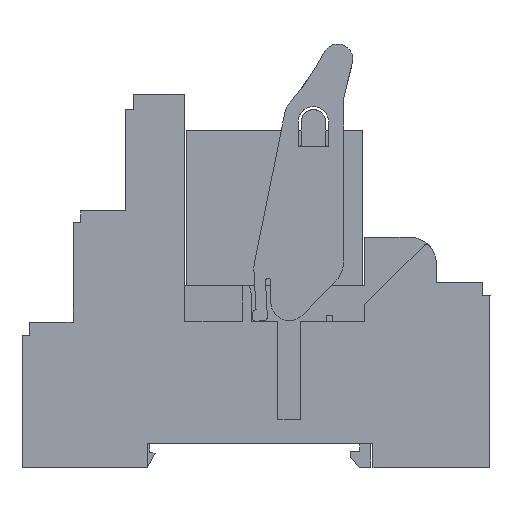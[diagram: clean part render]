
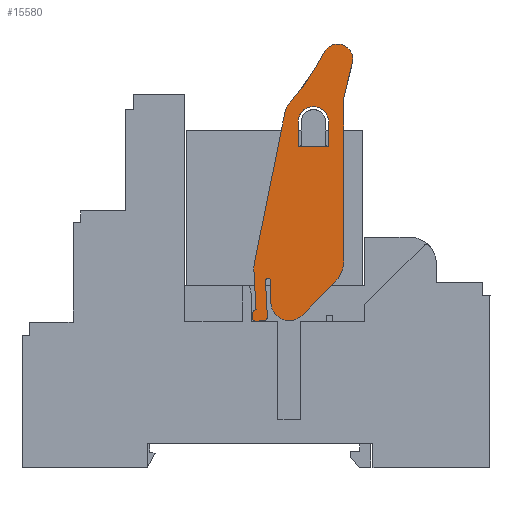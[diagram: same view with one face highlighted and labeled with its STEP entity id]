
A CAD part, left-side view. The second image highlights one B-rep face of the part: STEP entity #15580.
In plain terms, the highlighted planar face has unit normal (-1, 0, 0).
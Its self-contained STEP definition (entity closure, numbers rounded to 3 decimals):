
#15007=AXIS2_PLACEMENT_3D('Circle Axis2P3D',#15005,#15006,$) ;
#15032=AXIS2_PLACEMENT_3D('Circle Axis2P3D',#15030,#15031,$) ;
#15050=AXIS2_PLACEMENT_3D('Circle Axis2P3D',#15048,#15049,$) ;
#15162=AXIS2_PLACEMENT_3D('Circle Axis2P3D',#15160,#15161,$) ;
#15194=AXIS2_PLACEMENT_3D('Circle Axis2P3D',#15192,#15193,$) ;
#15239=AXIS2_PLACEMENT_3D('Circle Axis2P3D',#15237,#15238,$) ;
#15277=AXIS2_PLACEMENT_3D('Circle Axis2P3D',#15275,#15276,$) ;
#15302=AXIS2_PLACEMENT_3D('Circle Axis2P3D',#15300,#15301,$) ;
#15354=AXIS2_PLACEMENT_3D('Circle Axis2P3D',#15352,#15353,$) ;
#15399=AXIS2_PLACEMENT_3D('Circle Axis2P3D',#15397,#15398,$) ;
#15439=AXIS2_PLACEMENT_3D('Circle Axis2P3D',#15437,#15438,$) ;
#15497=AXIS2_PLACEMENT_3D('Circle Axis2P3D',#15495,#15496,$) ;
#15517=AXIS2_PLACEMENT_3D('Circle Axis2P3D',#15515,#15516,$) ;
#15549=AXIS2_PLACEMENT_3D('Plane Axis2P3D',#15546,#15547,#15548) ;
#14964=CARTESIAN_POINT('Vertex',(0.15,24.05,60.896)) ;
#14971=CARTESIAN_POINT('Vertex',(0.15,22.636,66.655)) ;
#14974=CARTESIAN_POINT('Line Origine',(0.15,23.343,63.775)) ;
#15002=CARTESIAN_POINT('Vertex',(0.15,22.564,67.251)) ;
#15005=CARTESIAN_POINT('Axis2P3D Location',(0.15,25.064,67.251)) ;
#15027=CARTESIAN_POINT('Vertex',(0.15,27.29,68.389)) ;
#15030=CARTESIAN_POINT('Axis2P3D Location',(0.15,25.064,67.251)) ;
#15048=CARTESIAN_POINT('Axis2P3D Location',(0.15,62.902,86.604)) ;
#15052=CARTESIAN_POINT('Vertex',(0.15,32.813,60.247)) ;
#15079=CARTESIAN_POINT('Line Origine',(0.15,31.55,55.012)) ;
#15083=CARTESIAN_POINT('Vertex',(0.15,31.55,57.073)) ;
#15085=CARTESIAN_POINT('Vertex',(0.15,31.55,52.951)) ;
#15111=CARTESIAN_POINT('Line Origine',(0.15,29.05,52.951)) ;
#15115=CARTESIAN_POINT('Vertex',(0.15,26.55,52.951)) ;
#15135=CARTESIAN_POINT('Line Origine',(0.15,26.55,55.012)) ;
#15139=CARTESIAN_POINT('Vertex',(0.15,26.55,57.073)) ;
#15160=CARTESIAN_POINT('Axis2P3D Location',(0.15,29.05,56.951)) ;
#15182=CARTESIAN_POINT('Vertex',(0.15,25.514,30.544)) ;
#15189=CARTESIAN_POINT('Vertex',(0.15,24.05,34.079)) ;
#15192=CARTESIAN_POINT('Axis2P3D Location',(0.15,29.05,34.079)) ;
#15209=CARTESIAN_POINT('Vertex',(0.15,30.929,25.129)) ;
#15212=CARTESIAN_POINT('Line Origine',(0.15,28.222,27.836)) ;
#15234=CARTESIAN_POINT('Vertex',(0.15,36.05,27.251)) ;
#15237=CARTESIAN_POINT('Axis2P3D Location',(0.15,33.05,27.251)) ;
#15254=CARTESIAN_POINT('Vertex',(0.15,36.05,30.751)) ;
#15257=CARTESIAN_POINT('Line Origine',(0.15,36.05,29.001)) ;
#15275=CARTESIAN_POINT('Axis2P3D Location',(0.15,36.55,30.751)) ;
#15279=CARTESIAN_POINT('Vertex',(0.15,36.068,30.885)) ;
#15300=CARTESIAN_POINT('Axis2P3D Location',(0.15,36.497,30.765)) ;
#15304=CARTESIAN_POINT('Vertex',(0.15,36.942,30.742)) ;
#15324=CARTESIAN_POINT('Vertex',(0.15,36.631,24.85)) ;
#15327=CARTESIAN_POINT('Line Origine',(0.15,36.787,27.796)) ;
#15349=CARTESIAN_POINT('Vertex',(0.15,37.199,24.219)) ;
#15352=CARTESIAN_POINT('Axis2P3D Location',(0.15,37.23,24.818)) ;
#15369=CARTESIAN_POINT('Vertex',(0.15,38.497,24.151)) ;
#15372=CARTESIAN_POINT('Line Origine',(0.15,37.848,24.185)) ;
#15394=CARTESIAN_POINT('Vertex',(0.15,39.128,24.718)) ;
#15397=CARTESIAN_POINT('Axis2P3D Location',(0.15,38.528,24.75)) ;
#15414=CARTESIAN_POINT('Vertex',(0.15,39.149,25.118)) ;
#15417=CARTESIAN_POINT('Line Origine',(0.15,39.138,24.918)) ;
#15434=CARTESIAN_POINT('Vertex',(0.15,38.5,26.107)) ;
#15437=CARTESIAN_POINT('Axis2P3D Location',(0.15,38.15,25.17)) ;
#15450=CARTESIAN_POINT('Line Origine',(0.15,24.05,47.487)) ;
#15467=CARTESIAN_POINT('Vertex',(0.15,38.849,32.714)) ;
#15470=CARTESIAN_POINT('Line Origine',(0.15,38.674,29.411)) ;
#15492=CARTESIAN_POINT('Vertex',(0.15,33.657,58.901)) ;
#15495=CARTESIAN_POINT('Axis2P3D Location',(0.15,29.05,56.951)) ;
#15512=CARTESIAN_POINT('Vertex',(0.15,38.75,33.815)) ;
#15515=CARTESIAN_POINT('Axis2P3D Location',(0.15,33.85,32.821)) ;
#15533=CARTESIAN_POINT('Line Origine',(0.15,36.204,46.358)) ;
#15546=CARTESIAN_POINT('Axis2P3D Location',(0.15,22.564,24.151)) ;
#14975=DIRECTION('Vector Direction',(0.,0.238,-0.971)) ;
#15006=DIRECTION('Axis2P3D Direction',(1.,0.,0.)) ;
#15031=DIRECTION('Axis2P3D Direction',(1.,0.,0.)) ;
#15049=DIRECTION('Axis2P3D Direction',(1.,0.,0.)) ;
#15080=DIRECTION('Vector Direction',(0.,0.,1.)) ;
#15112=DIRECTION('Vector Direction',(0.,1.,0.)) ;
#15136=DIRECTION('Vector Direction',(0.,0.,-1.)) ;
#15161=DIRECTION('Axis2P3D Direction',(-1.,0.,0.)) ;
#15193=DIRECTION('Axis2P3D Direction',(-1.,0.,0.)) ;
#15213=DIRECTION('Vector Direction',(0.,-0.707,0.707)) ;
#15238=DIRECTION('Axis2P3D Direction',(-1.,0.,0.)) ;
#15258=DIRECTION('Vector Direction',(0.,0.,-1.)) ;
#15276=DIRECTION('Axis2P3D Direction',(-1.,0.,0.)) ;
#15301=DIRECTION('Axis2P3D Direction',(-1.,0.,0.)) ;
#15328=DIRECTION('Vector Direction',(0.,0.053,0.999)) ;
#15353=DIRECTION('Axis2P3D Direction',(-1.,0.,0.)) ;
#15373=DIRECTION('Vector Direction',(0.,-0.999,0.053)) ;
#15398=DIRECTION('Axis2P3D Direction',(-1.,0.,0.)) ;
#15418=DIRECTION('Vector Direction',(0.,-0.053,-0.999)) ;
#15438=DIRECTION('Axis2P3D Direction',(-1.,0.,0.)) ;
#15451=DIRECTION('Vector Direction',(0.,0.,-1.)) ;
#15471=DIRECTION('Vector Direction',(0.,-0.053,-0.999)) ;
#15496=DIRECTION('Axis2P3D Direction',(1.,0.,0.)) ;
#15516=DIRECTION('Axis2P3D Direction',(-1.,0.,0.)) ;
#15534=DIRECTION('Vector Direction',(0.,-0.199,0.98)) ;
#15547=DIRECTION('Axis2P3D Direction',(-1.,0.,0.)) ;
#15548=DIRECTION('Axis2P3D XDirection',(0.,-1.,0.)) ;
#14976=VECTOR('Line Direction',#14975,1.) ;
#15081=VECTOR('Line Direction',#15080,1.) ;
#15113=VECTOR('Line Direction',#15112,1.) ;
#15137=VECTOR('Line Direction',#15136,1.) ;
#15214=VECTOR('Line Direction',#15213,1.) ;
#15259=VECTOR('Line Direction',#15258,1.) ;
#15329=VECTOR('Line Direction',#15328,1.) ;
#15374=VECTOR('Line Direction',#15373,1.) ;
#15419=VECTOR('Line Direction',#15418,1.) ;
#15452=VECTOR('Line Direction',#15451,1.) ;
#15472=VECTOR('Line Direction',#15471,1.) ;
#15535=VECTOR('Line Direction',#15534,1.) ;
#15552=ORIENTED_EDGE('',*,*,#14978,.T.) ;
#15553=ORIENTED_EDGE('',*,*,#15009,.T.) ;
#15554=ORIENTED_EDGE('',*,*,#15034,.T.) ;
#15555=ORIENTED_EDGE('',*,*,#15054,.T.) ;
#15556=ORIENTED_EDGE('',*,*,#15499,.T.) ;
#15557=ORIENTED_EDGE('',*,*,#15537,.T.) ;
#15558=ORIENTED_EDGE('',*,*,#15519,.T.) ;
#15559=ORIENTED_EDGE('',*,*,#15474,.T.) ;
#15560=ORIENTED_EDGE('',*,*,#15441,.T.) ;
#15561=ORIENTED_EDGE('',*,*,#15421,.T.) ;
#15562=ORIENTED_EDGE('',*,*,#15401,.T.) ;
#15563=ORIENTED_EDGE('',*,*,#15376,.T.) ;
#15564=ORIENTED_EDGE('',*,*,#15356,.T.) ;
#15565=ORIENTED_EDGE('',*,*,#15331,.T.) ;
#15566=ORIENTED_EDGE('',*,*,#15306,.T.) ;
#15567=ORIENTED_EDGE('',*,*,#15281,.T.) ;
#15568=ORIENTED_EDGE('',*,*,#15261,.T.) ;
#15569=ORIENTED_EDGE('',*,*,#15241,.T.) ;
#15570=ORIENTED_EDGE('',*,*,#15216,.T.) ;
#15571=ORIENTED_EDGE('',*,*,#15196,.T.) ;
#15572=ORIENTED_EDGE('',*,*,#15454,.T.) ;
#15575=ORIENTED_EDGE('',*,*,#15141,.F.) ;
#15576=ORIENTED_EDGE('',*,*,#15117,.F.) ;
#15577=ORIENTED_EDGE('',*,*,#15087,.F.) ;
#15578=ORIENTED_EDGE('',*,*,#15164,.F.) ;
#15579=FACE_BOUND('',#15574,.T.) ;
#15580=ADVANCED_FACE('HALTEBUEGEL',(#15573,#15579),#15550,.T.) ;
#15008=CIRCLE('generated circle',#15007,2.5) ;
#15033=CIRCLE('generated circle',#15032,2.5) ;
#15051=CIRCLE('generated circle',#15050,40.) ;
#15163=CIRCLE('generated circle',#15162,2.503) ;
#15195=CIRCLE('generated circle',#15194,5.) ;
#15240=CIRCLE('generated circle',#15239,3.) ;
#15278=CIRCLE('generated circle',#15277,0.5) ;
#15303=CIRCLE('generated circle',#15302,0.445) ;
#15355=CIRCLE('generated circle',#15354,0.6) ;
#15400=CIRCLE('generated circle',#15399,0.6) ;
#15440=CIRCLE('generated circle',#15439,1.) ;
#15498=CIRCLE('generated circle',#15497,5.003) ;
#15518=CIRCLE('generated circle',#15517,5.) ;
#14978=EDGE_CURVE('',#14965,#14972,#14977,.F.) ;
#15009=EDGE_CURVE('',#14972,#15003,#15008,.F.) ;
#15034=EDGE_CURVE('',#15003,#15028,#15033,.F.) ;
#15054=EDGE_CURVE('',#15028,#15053,#15051,.T.) ;
#15087=EDGE_CURVE('',#15084,#15086,#15082,.F.) ;
#15117=EDGE_CURVE('',#15086,#15116,#15114,.F.) ;
#15141=EDGE_CURVE('',#15116,#15140,#15138,.F.) ;
#15164=EDGE_CURVE('',#15140,#15084,#15163,.T.) ;
#15196=EDGE_CURVE('',#15183,#15190,#15195,.T.) ;
#15216=EDGE_CURVE('',#15210,#15183,#15215,.T.) ;
#15241=EDGE_CURVE('',#15235,#15210,#15240,.T.) ;
#15261=EDGE_CURVE('',#15255,#15235,#15260,.T.) ;
#15281=EDGE_CURVE('',#15280,#15255,#15278,.F.) ;
#15306=EDGE_CURVE('',#15305,#15280,#15303,.F.) ;
#15331=EDGE_CURVE('',#15325,#15305,#15330,.T.) ;
#15356=EDGE_CURVE('',#15350,#15325,#15355,.T.) ;
#15376=EDGE_CURVE('',#15370,#15350,#15375,.T.) ;
#15401=EDGE_CURVE('',#15395,#15370,#15400,.T.) ;
#15421=EDGE_CURVE('',#15415,#15395,#15420,.T.) ;
#15441=EDGE_CURVE('',#15435,#15415,#15440,.T.) ;
#15454=EDGE_CURVE('',#15190,#14965,#15453,.F.) ;
#15474=EDGE_CURVE('',#15468,#15435,#15473,.T.) ;
#15499=EDGE_CURVE('',#15053,#15493,#15498,.F.) ;
#15519=EDGE_CURVE('',#15513,#15468,#15518,.T.) ;
#15537=EDGE_CURVE('',#15493,#15513,#15536,.F.) ;
#15551=EDGE_LOOP('',(#15552,#15553,#15554,#15555,#15556,#15557,#15558,#15559,#15560,#15561,#15562,#15563,#15564,#15565,#15566,#15567,#15568,#15569,#15570,#15571,#15572)) ;
#15574=EDGE_LOOP('',(#15575,#15576,#15577,#15578)) ;
#15573=FACE_OUTER_BOUND('',#15551,.T.) ;
#14977=LINE('Line',#14974,#14976) ;
#15082=LINE('Line',#15079,#15081) ;
#15114=LINE('Line',#15111,#15113) ;
#15138=LINE('Line',#15135,#15137) ;
#15215=LINE('Line',#15212,#15214) ;
#15260=LINE('Line',#15257,#15259) ;
#15330=LINE('Line',#15327,#15329) ;
#15375=LINE('Line',#15372,#15374) ;
#15420=LINE('Line',#15417,#15419) ;
#15453=LINE('Line',#15450,#15452) ;
#15473=LINE('Line',#15470,#15472) ;
#15536=LINE('Line',#15533,#15535) ;
#15550=PLANE('',#15549) ;
#14965=VERTEX_POINT('',#14964) ;
#14972=VERTEX_POINT('',#14971) ;
#15003=VERTEX_POINT('',#15002) ;
#15028=VERTEX_POINT('',#15027) ;
#15053=VERTEX_POINT('',#15052) ;
#15084=VERTEX_POINT('',#15083) ;
#15086=VERTEX_POINT('',#15085) ;
#15116=VERTEX_POINT('',#15115) ;
#15140=VERTEX_POINT('',#15139) ;
#15183=VERTEX_POINT('',#15182) ;
#15190=VERTEX_POINT('',#15189) ;
#15210=VERTEX_POINT('',#15209) ;
#15235=VERTEX_POINT('',#15234) ;
#15255=VERTEX_POINT('',#15254) ;
#15280=VERTEX_POINT('',#15279) ;
#15305=VERTEX_POINT('',#15304) ;
#15325=VERTEX_POINT('',#15324) ;
#15350=VERTEX_POINT('',#15349) ;
#15370=VERTEX_POINT('',#15369) ;
#15395=VERTEX_POINT('',#15394) ;
#15415=VERTEX_POINT('',#15414) ;
#15435=VERTEX_POINT('',#15434) ;
#15468=VERTEX_POINT('',#15467) ;
#15493=VERTEX_POINT('',#15492) ;
#15513=VERTEX_POINT('',#15512) ;
